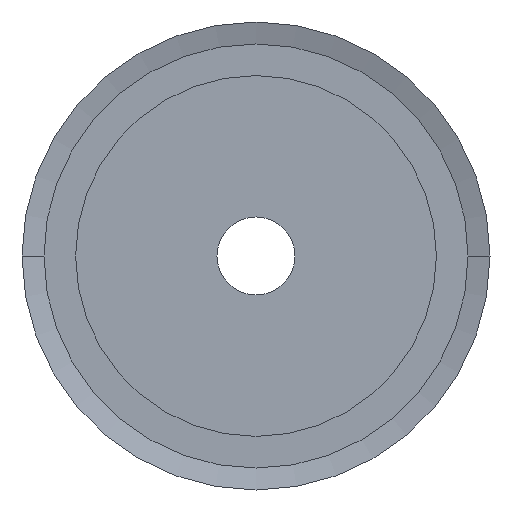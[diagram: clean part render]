
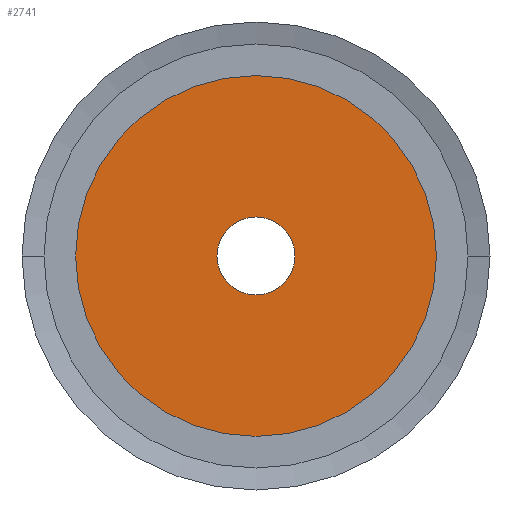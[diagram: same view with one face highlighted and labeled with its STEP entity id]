
A CAD part, left-side view. The second image highlights one B-rep face of the part: STEP entity #2741.
In plain terms, the highlighted planar face has unit normal (-1, 0, 0).
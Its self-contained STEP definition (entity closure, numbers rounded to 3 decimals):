
#2696=CARTESIAN_POINT('',(0.,0.,0.));
#2697=DIRECTION('',(1.,0.,0.));
#2698=DIRECTION('',(0.,0.,-1.));
#2699=AXIS2_PLACEMENT_3D('',#2696,#2697,#2698);
#2700=PLANE('',#2699);
#2701=CARTESIAN_POINT('',(0.,0.,18.5));
#2702=VERTEX_POINT('',#2701);
#2703=CARTESIAN_POINT('',(0.,-0.,-18.5));
#2704=VERTEX_POINT('',#2703);
#2705=CARTESIAN_POINT('',(0.,0.,0.));
#2706=DIRECTION('',(1.,0.,0.));
#2707=DIRECTION('',(0.,0.,-1.));
#2708=AXIS2_PLACEMENT_3D('',#2705,#2706,#2707);
#2709=CIRCLE('',#2708,18.5);
#2710=EDGE_CURVE('',#2702,#2704,#2709,.T.);
#2711=ORIENTED_EDGE('',*,*,#2710,.F.);
#2712=CARTESIAN_POINT('',(0.,0.,0.));
#2713=DIRECTION('',(1.,0.,0.));
#2714=DIRECTION('',(0.,0.,-1.));
#2715=AXIS2_PLACEMENT_3D('',#2712,#2713,#2714);
#2716=CIRCLE('',#2715,18.5);
#2717=EDGE_CURVE('',#2704,#2702,#2716,.T.);
#2718=ORIENTED_EDGE('',*,*,#2717,.F.);
#2719=EDGE_LOOP('',(#2711,#2718));
#2720=FACE_BOUND('',#2719,.T.);
#2721=CARTESIAN_POINT('',(0.,-0.,-4.));
#2722=VERTEX_POINT('',#2721);
#2723=CARTESIAN_POINT('',(0.,0.,4.));
#2724=VERTEX_POINT('',#2723);
#2725=CARTESIAN_POINT('',(0.,0.,0.));
#2726=DIRECTION('',(1.,0.,0.));
#2727=DIRECTION('',(0.,0.,-1.));
#2728=AXIS2_PLACEMENT_3D('',#2725,#2726,#2727);
#2729=CIRCLE('',#2728,4.);
#2730=EDGE_CURVE('',#2722,#2724,#2729,.T.);
#2731=ORIENTED_EDGE('',*,*,#2730,.T.);
#2732=CARTESIAN_POINT('',(0.,0.,0.));
#2733=DIRECTION('',(1.,0.,0.));
#2734=DIRECTION('',(0.,0.,-1.));
#2735=AXIS2_PLACEMENT_3D('',#2732,#2733,#2734);
#2736=CIRCLE('',#2735,4.);
#2737=EDGE_CURVE('',#2724,#2722,#2736,.T.);
#2738=ORIENTED_EDGE('',*,*,#2737,.T.);
#2739=EDGE_LOOP('',(#2731,#2738));
#2740=FACE_BOUND('',#2739,.T.);
#2741=ADVANCED_FACE('',(#2720,#2740),#2700,.F.);
